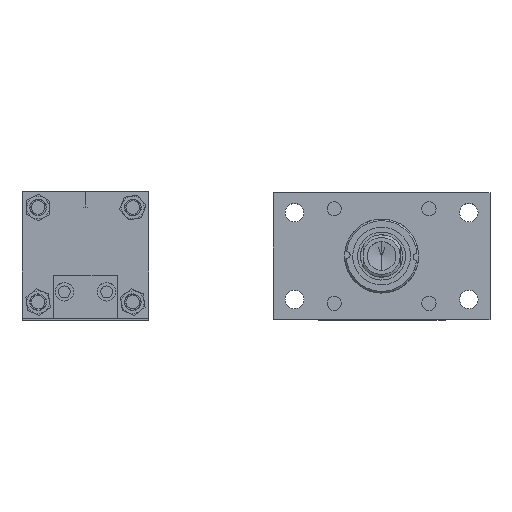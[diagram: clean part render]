
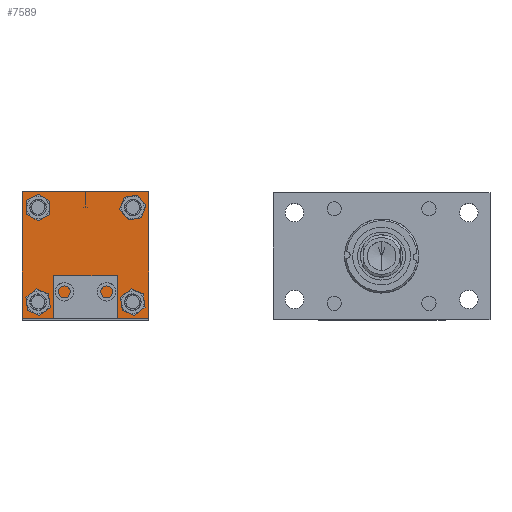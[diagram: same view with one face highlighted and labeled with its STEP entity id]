
A CAD part, top view. The second image highlights one B-rep face of the part: STEP entity #7589.
In plain terms, the highlighted face is planar.
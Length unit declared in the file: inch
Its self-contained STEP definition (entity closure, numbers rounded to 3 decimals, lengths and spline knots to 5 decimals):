
#135 = CIRCLE ( 'NONE', #11815, 0.203 ) ;
#212 = CARTESIAN_POINT ( 'NONE',  ( 6.43288, 7.73791, -0.3831 ) ) ;
#257 = FACE_BOUND ( 'NONE', #10780, .T. ) ;
#306 = AXIS2_PLACEMENT_3D ( 'NONE', #3728, #5808, #12986 ) ;
#501 = CIRCLE ( 'NONE', #6797, 0.203 ) ;
#543 = EDGE_CURVE ( 'NONE', #11034, #9824, #3376, .T. ) ;
#774 = CARTESIAN_POINT ( 'NONE',  ( 4.19488, 7.73791, -0.3831 ) ) ;
#885 = EDGE_CURVE ( 'NONE', #6447, #11801, #4849, .T. ) ;
#915 = CARTESIAN_POINT ( 'NONE',  ( 6.63588, 9.97591, -0.3831 ) ) ;
#969 = CARTESIAN_POINT ( 'NONE',  ( 4.19488, 9.97591, -0.3831 ) ) ;
#1158 = CARTESIAN_POINT ( 'NONE',  ( 3.99188, 9.97591, -0.3831 ) ) ;
#1233 = CIRCLE ( 'NONE', #306, 0.203 ) ;
#1414 = ORIENTED_EDGE ( 'NONE', *, *, #13122, .T. ) ;
#1444 = DIRECTION ( 'NONE',  ( 0., 0., 1. ) ) ;
#1919 = VECTOR ( 'NONE', #2487, 39.37008 ) ;
#1920 = DIRECTION ( 'NONE',  ( 1., 0., 0. ) ) ;
#2003 = AXIS2_PLACEMENT_3D ( 'NONE', #12845, #1444, #2293 ) ;
#2028 = LINE ( 'NONE', #10247, #4792 ) ;
#2293 = DIRECTION ( 'NONE',  ( 1., 0., 0. ) ) ;
#2324 = CIRCLE ( 'NONE', #4893, 0.203 ) ;
#2345 = FACE_BOUND ( 'NONE', #2688, .T. ) ;
#2407 = CIRCLE ( 'NONE', #4074, 0.203 ) ;
#2487 = DIRECTION ( 'NONE',  ( 0., -1., 0. ) ) ;
#2565 = AXIS2_PLACEMENT_3D ( 'NONE', #3182, #4176, #4261 ) ;
#2588 = ORIENTED_EDGE ( 'NONE', *, *, #543, .F. ) ;
#2688 = EDGE_LOOP ( 'NONE', ( #10892, #7783 ) ) ;
#2927 = ORIENTED_EDGE ( 'NONE', *, *, #11903, .F. ) ;
#3117 = EDGE_CURVE ( 'NONE', #8945, #9824, #2028, .T. ) ;
#3182 = CARTESIAN_POINT ( 'NONE',  ( 6.43288, 9.97591, -0.3831 ) ) ;
#3200 = CARTESIAN_POINT ( 'NONE',  ( 3.81388, 10.35691, -0.3831 ) ) ;
#3203 = VERTEX_POINT ( 'NONE', #5209 ) ;
#3232 = ORIENTED_EDGE ( 'NONE', *, *, #885, .T. ) ;
#3235 = CARTESIAN_POINT ( 'NONE',  ( 6.22988, 9.97591, -0.3831 ) ) ;
#3376 = LINE ( 'NONE', #11837, #1919 ) ;
#3585 = EDGE_CURVE ( 'NONE', #6405, #7806, #1233, .T. ) ;
#3728 = CARTESIAN_POINT ( 'NONE',  ( 4.19488, 7.73791, -0.3831 ) ) ;
#4010 = ORIENTED_EDGE ( 'NONE', *, *, #3585, .T. ) ;
#4074 = AXIS2_PLACEMENT_3D ( 'NONE', #774, #6062, #8080 ) ;
#4176 = DIRECTION ( 'NONE',  ( 0., 0., 1. ) ) ;
#4261 = DIRECTION ( 'NONE',  ( 1., 0., 0. ) ) ;
#4353 = DIRECTION ( 'NONE',  ( 0., 0., 1. ) ) ;
#4486 = EDGE_CURVE ( 'NONE', #5895, #6398, #12186, .T. ) ;
#4678 = EDGE_LOOP ( 'NONE', ( #9964, #13028 ) ) ;
#4728 = CARTESIAN_POINT ( 'NONE',  ( 6.81388, 5.55135, -0.3831 ) ) ;
#4792 = VECTOR ( 'NONE', #12350, 39.37008 ) ;
#4849 = CIRCLE ( 'NONE', #9741, 0.203 ) ;
#4893 = AXIS2_PLACEMENT_3D ( 'NONE', #6953, #6001, #13453 ) ;
#5209 = CARTESIAN_POINT ( 'NONE',  ( 6.81388, 10.35691, -0.3831 ) ) ;
#5232 = LINE ( 'NONE', #7544, #6542 ) ;
#5236 = CARTESIAN_POINT ( 'NONE',  ( 4.39788, 9.97591, -0.3831 ) ) ;
#5281 = CARTESIAN_POINT ( 'NONE',  ( 6.22988, 7.73791, -0.3831 ) ) ;
#5351 = VERTEX_POINT ( 'NONE', #6144 ) ;
#5434 = EDGE_LOOP ( 'NONE', ( #4010, #1414 ) ) ;
#5808 = DIRECTION ( 'NONE',  ( 0., 0., 1. ) ) ;
#5895 = VERTEX_POINT ( 'NONE', #3235 ) ;
#6001 = DIRECTION ( 'NONE',  ( 0., 0., 1. ) ) ;
#6003 = DIRECTION ( 'NONE',  ( 0., 0., 1. ) ) ;
#6062 = DIRECTION ( 'NONE',  ( 0., 0., 1. ) ) ;
#6085 = EDGE_CURVE ( 'NONE', #6398, #5895, #12538, .T. ) ;
#6133 = PLANE ( 'NONE',  #13420 ) ;
#6144 = CARTESIAN_POINT ( 'NONE',  ( 6.63588, 7.73791, -0.3831 ) ) ;
#6328 = DIRECTION ( 'NONE',  ( 0., -1., 0. ) ) ;
#6348 = CARTESIAN_POINT ( 'NONE',  ( 3.81388, 7.35691, -0.3831 ) ) ;
#6398 = VERTEX_POINT ( 'NONE', #915 ) ;
#6405 = VERTEX_POINT ( 'NONE', #12476 ) ;
#6447 = VERTEX_POINT ( 'NONE', #5236 ) ;
#6468 = VERTEX_POINT ( 'NONE', #5281 ) ;
#6542 = VECTOR ( 'NONE', #9639, 39.37008 ) ;
#6728 = CARTESIAN_POINT ( 'NONE',  ( 6.81388, 7.35691, -0.3831 ) ) ;
#6797 = AXIS2_PLACEMENT_3D ( 'NONE', #212, #7519, #10662 ) ;
#6953 = CARTESIAN_POINT ( 'NONE',  ( 4.19488, 9.97591, -0.3831 ) ) ;
#6973 = EDGE_CURVE ( 'NONE', #6468, #5351, #135, .T. ) ;
#7301 = ORIENTED_EDGE ( 'NONE', *, *, #3117, .T. ) ;
#7519 = DIRECTION ( 'NONE',  ( 0., 0., 1. ) ) ;
#7544 = CARTESIAN_POINT ( 'NONE',  ( 5.31388, 10.35691, -0.3831 ) ) ;
#7589 = ADVANCED_FACE ( 'NONE', ( #257, #9092, #2345, #13337, #13179 ), #6133, .F. ) ;
#7680 = ORIENTED_EDGE ( 'NONE', *, *, #8253, .T. ) ;
#7783 = ORIENTED_EDGE ( 'NONE', *, *, #12659, .T. ) ;
#7806 = VERTEX_POINT ( 'NONE', #8816 ) ;
#8080 = DIRECTION ( 'NONE',  ( 1., 0., 0. ) ) ;
#8215 = CARTESIAN_POINT ( 'NONE',  ( 5.31388, 5.55135, -0.3831 ) ) ;
#8253 = EDGE_CURVE ( 'NONE', #11801, #6447, #2324, .T. ) ;
#8272 = EDGE_CURVE ( 'NONE', #3203, #8945, #13167, .T. ) ;
#8578 = EDGE_LOOP ( 'NONE', ( #7301, #2588, #2927, #9450 ) ) ;
#8816 = CARTESIAN_POINT ( 'NONE',  ( 4.39788, 7.73791, -0.3831 ) ) ;
#8945 = VERTEX_POINT ( 'NONE', #6728 ) ;
#9092 = FACE_BOUND ( 'NONE', #5434, .T. ) ;
#9450 = ORIENTED_EDGE ( 'NONE', *, *, #8272, .T. ) ;
#9639 = DIRECTION ( 'NONE',  ( -1., 0., 0. ) ) ;
#9741 = AXIS2_PLACEMENT_3D ( 'NONE', #969, #4353, #13487 ) ;
#9824 = VERTEX_POINT ( 'NONE', #6348 ) ;
#9964 = ORIENTED_EDGE ( 'NONE', *, *, #4486, .T. ) ;
#10247 = CARTESIAN_POINT ( 'NONE',  ( 5.31388, 7.35691, -0.3831 ) ) ;
#10662 = DIRECTION ( 'NONE',  ( 1., 0., 0. ) ) ;
#10780 = EDGE_LOOP ( 'NONE', ( #7680, #3232 ) ) ;
#10892 = ORIENTED_EDGE ( 'NONE', *, *, #6973, .T. ) ;
#11034 = VERTEX_POINT ( 'NONE', #3200 ) ;
#11416 = DIRECTION ( 'NONE',  ( 1., 0., 0. ) ) ;
#11801 = VERTEX_POINT ( 'NONE', #1158 ) ;
#11815 = AXIS2_PLACEMENT_3D ( 'NONE', #12364, #13464, #1920 ) ;
#11837 = CARTESIAN_POINT ( 'NONE',  ( 3.81388, 5.55135, -0.3831 ) ) ;
#11903 = EDGE_CURVE ( 'NONE', #3203, #11034, #5232, .T. ) ;
#12024 = VECTOR ( 'NONE', #6328, 39.37008 ) ;
#12186 = CIRCLE ( 'NONE', #2565, 0.203 ) ;
#12350 = DIRECTION ( 'NONE',  ( -1., 0., 0. ) ) ;
#12364 = CARTESIAN_POINT ( 'NONE',  ( 6.43288, 7.73791, -0.3831 ) ) ;
#12476 = CARTESIAN_POINT ( 'NONE',  ( 3.99188, 7.73791, -0.3831 ) ) ;
#12538 = CIRCLE ( 'NONE', #2003, 0.203 ) ;
#12659 = EDGE_CURVE ( 'NONE', #5351, #6468, #501, .T. ) ;
#12845 = CARTESIAN_POINT ( 'NONE',  ( 6.43288, 9.97591, -0.3831 ) ) ;
#12986 = DIRECTION ( 'NONE',  ( 1., 0., 0. ) ) ;
#13028 = ORIENTED_EDGE ( 'NONE', *, *, #6085, .T. ) ;
#13122 = EDGE_CURVE ( 'NONE', #7806, #6405, #2407, .T. ) ;
#13167 = LINE ( 'NONE', #4728, #12024 ) ;
#13179 = FACE_OUTER_BOUND ( 'NONE', #8578, .T. ) ;
#13337 = FACE_BOUND ( 'NONE', #4678, .T. ) ;
#13420 = AXIS2_PLACEMENT_3D ( 'NONE', #8215, #6003, #11416 ) ;
#13453 = DIRECTION ( 'NONE',  ( 1., 0., 0. ) ) ;
#13464 = DIRECTION ( 'NONE',  ( 0., 0., 1. ) ) ;
#13487 = DIRECTION ( 'NONE',  ( 1., 0., 0. ) ) ;
